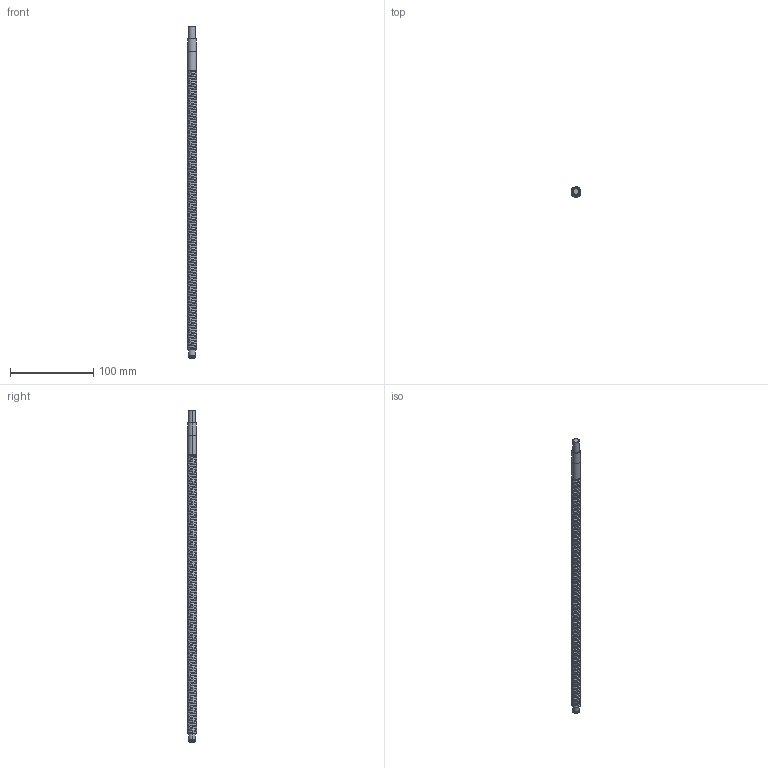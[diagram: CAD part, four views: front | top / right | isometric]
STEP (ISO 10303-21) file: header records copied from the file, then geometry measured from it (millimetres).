
FILE_DESCRIPTION (( 'STEP AP214' ), '1' );
FILE_NAME ('SFU Ballscrew 400mm.STEP', '2025-12-07T19:14:51', ( '' ), ( '' ), 'SwSTEP 2.0', 'SolidWorks 2025', '' );
FILE_SCHEMA (( 'AUTOMOTIVE_DESIGN' ));
Length unit declared in the file: millimetre
Products named in the file (1): SFU Ballscrew 400mm
Bounding box: 12 x 12 x 400 mm (x, y, z)
Volume: 37684.2 mm3; surface area: 17286.2 mm2
Topology: 1 solids, 1 shells, 201 faces, 574 edges, 379 vertices
Faces by surface type: cylinder 181, cone 12, plane 7, bspline 1
Entity records: 19109 total; most frequent: CARTESIAN_POINT 14832, ORIENTED_EDGE 1148, DIRECTION 670, EDGE_CURVE 574, VERTEX_POINT 379, AXIS2_PLACEMENT_3D 240, EDGE_LOOP 205, FACE_OUTER_BOUND 201
